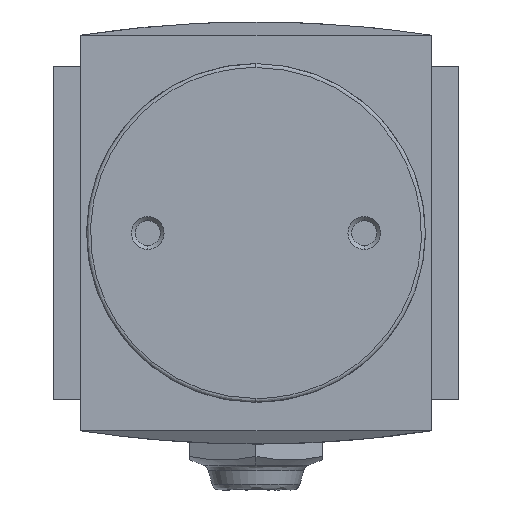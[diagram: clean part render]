
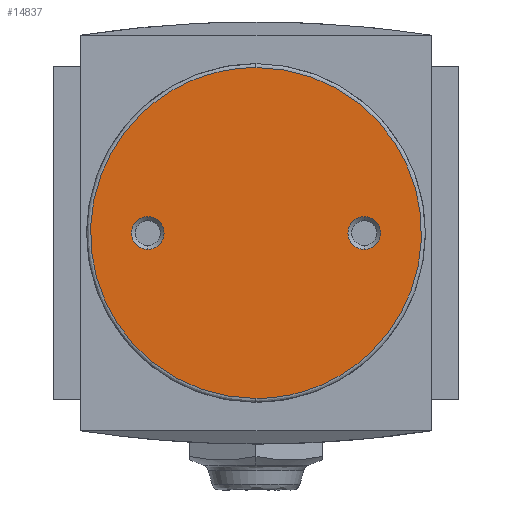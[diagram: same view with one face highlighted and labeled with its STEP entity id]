
A CAD part, front view. The second image highlights one B-rep face of the part: STEP entity #14837.
In plain terms, the highlighted planar face has unit normal (0, -1, 0).
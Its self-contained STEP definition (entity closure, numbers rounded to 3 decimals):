
#346 = CARTESIAN_POINT ( 'NONE',  ( 13.9, -33., 0. ) ) ;
#716 = DIRECTION ( 'NONE',  ( 0., 0., -1. ) ) ;
#995 = EDGE_CURVE ( 'NONE', #11817, #3497, #6277, .T. ) ;
#1043 = CARTESIAN_POINT ( 'NONE',  ( 42.5, -33., -21.25 ) ) ;
#1241 =( BOUNDED_CURVE ( )  B_SPLINE_CURVE ( 3, ( #8596, #13400, #1043, #11529 ),
 .UNSPECIFIED., .F., .F. ) 
 B_SPLINE_CURVE_WITH_KNOTS ( ( 4, 4 ),
 ( 0.5, 1. ),
 .UNSPECIFIED. ) 
 CURVE ( )  GEOMETRIC_REPRESENTATION_ITEM ( )  RATIONAL_B_SPLINE_CURVE ( ( 1., 0.333, 0.333, 1. ) ) 
 REPRESENTATION_ITEM ( '' )  );
#2576 = DIRECTION ( 'NONE',  ( 0., 1., 0. ) ) ;
#2687 = CIRCLE ( 'NONE', #8202, 2.1 ) ;
#3173 = CARTESIAN_POINT ( 'NONE',  ( 13.9, -33., 0. ) ) ;
#3497 = VERTEX_POINT ( 'NONE', #7366 ) ;
#3525 = CARTESIAN_POINT ( 'NONE',  ( -13.9, -33., 2.1 ) ) ;
#3910 = ORIENTED_EDGE ( 'NONE', *, *, #6276, .F. ) ;
#4356 = CARTESIAN_POINT ( 'NONE',  ( 0., -33., -21.25 ) ) ;
#4663 = CARTESIAN_POINT ( 'NONE',  ( 0., -33., -21.25 ) ) ;
#5851 = EDGE_LOOP ( 'NONE', ( #14601, #10043 ) ) ;
#5946 = CARTESIAN_POINT ( 'NONE',  ( 13.9, -33., 2.1 ) ) ;
#6276 = EDGE_CURVE ( 'NONE', #3497, #11817, #1241, .T. ) ;
#6277 =( BOUNDED_CURVE ( )  B_SPLINE_CURVE ( 3, ( #4356, #8078, #15422, #10345 ),
 .UNSPECIFIED., .F., .F. ) 
 B_SPLINE_CURVE_WITH_KNOTS ( ( 4, 4 ),
 ( 0., 0.5 ),
 .UNSPECIFIED. ) 
 CURVE ( )  GEOMETRIC_REPRESENTATION_ITEM ( )  RATIONAL_B_SPLINE_CURVE ( ( 1., 0.333, 0.333, 1. ) ) 
 REPRESENTATION_ITEM ( '' )  );
#6341 = VERTEX_POINT ( 'NONE', #12738 ) ;
#6473 = CIRCLE ( 'NONE', #15874, 2.1 ) ;
#6857 = DIRECTION ( 'NONE',  ( 0., 0., -1. ) ) ;
#7366 = CARTESIAN_POINT ( 'NONE',  ( 0., -33., 21.25 ) ) ;
#7477 = CARTESIAN_POINT ( 'NONE',  ( -13.9, -33., 0. ) ) ;
#7651 = FACE_BOUND ( 'NONE', #9656, .T. ) ;
#8055 = AXIS2_PLACEMENT_3D ( 'NONE', #346, #15312, #8924 ) ;
#8078 = CARTESIAN_POINT ( 'NONE',  ( -42.5, -33., -21.25 ) ) ;
#8116 = CARTESIAN_POINT ( 'NONE',  ( -13.9, -33., 0. ) ) ;
#8202 = AXIS2_PLACEMENT_3D ( 'NONE', #3173, #11867, #716 ) ;
#8491 = EDGE_CURVE ( 'NONE', #9460, #10829, #12493, .T. ) ;
#8596 = CARTESIAN_POINT ( 'NONE',  ( 0., -33., 21.25 ) ) ;
#8683 = ORIENTED_EDGE ( 'NONE', *, *, #8491, .F. ) ;
#8700 = PLANE ( 'NONE',  #11691 ) ;
#8924 = DIRECTION ( 'NONE',  ( 0., 0., -1. ) ) ;
#9362 = FACE_BOUND ( 'NONE', #5851, .T. ) ;
#9460 = VERTEX_POINT ( 'NONE', #3525 ) ;
#9656 = EDGE_LOOP ( 'NONE', ( #13553, #8683 ) ) ;
#10043 = ORIENTED_EDGE ( 'NONE', *, *, #15536, .F. ) ;
#10345 = CARTESIAN_POINT ( 'NONE',  ( 0., -33., 21.25 ) ) ;
#10503 = CIRCLE ( 'NONE', #8055, 2.1 ) ;
#10829 = VERTEX_POINT ( 'NONE', #14264 ) ;
#11529 = CARTESIAN_POINT ( 'NONE',  ( 0., -33., -21.25 ) ) ;
#11600 = EDGE_LOOP ( 'NONE', ( #12550, #3910 ) ) ;
#11691 = AXIS2_PLACEMENT_3D ( 'NONE', #13606, #2576, #13757 ) ;
#11817 = VERTEX_POINT ( 'NONE', #4663 ) ;
#11867 = DIRECTION ( 'NONE',  ( 0., -1., 0. ) ) ;
#11967 = VERTEX_POINT ( 'NONE', #5946 ) ;
#12245 = EDGE_CURVE ( 'NONE', #6341, #11967, #10503, .T. ) ;
#12336 = DIRECTION ( 'NONE',  ( 0., -1., 0. ) ) ;
#12493 = CIRCLE ( 'NONE', #15829, 2.1 ) ;
#12550 = ORIENTED_EDGE ( 'NONE', *, *, #995, .F. ) ;
#12738 = CARTESIAN_POINT ( 'NONE',  ( 13.9, -33., -2.1 ) ) ;
#12886 = FACE_OUTER_BOUND ( 'NONE', #11600, .T. ) ;
#13400 = CARTESIAN_POINT ( 'NONE',  ( 42.5, -33., 21.25 ) ) ;
#13553 = ORIENTED_EDGE ( 'NONE', *, *, #15951, .F. ) ;
#13605 = DIRECTION ( 'NONE',  ( 0., 0., -1. ) ) ;
#13606 = CARTESIAN_POINT ( 'NONE',  ( 21.25, -33., 0. ) ) ;
#13757 = DIRECTION ( 'NONE',  ( 0., 0., 1. ) ) ;
#14264 = CARTESIAN_POINT ( 'NONE',  ( -13.9, -33., -2.1 ) ) ;
#14601 = ORIENTED_EDGE ( 'NONE', *, *, #12245, .F. ) ;
#14837 = ADVANCED_FACE ( 'NONE', ( #7651, #12886, #9362 ), #8700, .F. ) ;
#15312 = DIRECTION ( 'NONE',  ( 0., -1., 0. ) ) ;
#15422 = CARTESIAN_POINT ( 'NONE',  ( -42.5, -33., 21.25 ) ) ;
#15513 = DIRECTION ( 'NONE',  ( 0., -1., 0. ) ) ;
#15536 = EDGE_CURVE ( 'NONE', #11967, #6341, #2687, .T. ) ;
#15829 = AXIS2_PLACEMENT_3D ( 'NONE', #8116, #15513, #6857 ) ;
#15874 = AXIS2_PLACEMENT_3D ( 'NONE', #7477, #12336, #13605 ) ;
#15951 = EDGE_CURVE ( 'NONE', #10829, #9460, #6473, .T. ) ;
